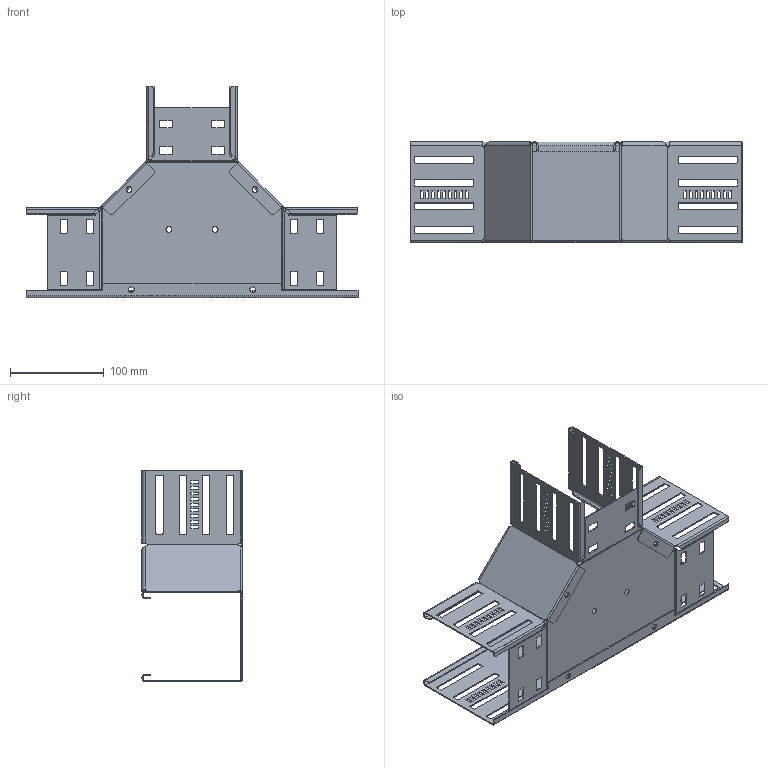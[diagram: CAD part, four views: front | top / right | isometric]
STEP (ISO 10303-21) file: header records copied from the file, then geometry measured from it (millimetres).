
FILE_DESCRIPTION (( 'STEP AP214' ), '1' );
FILE_NAME ('6038300.STEP', '2024-05-24T12:17:42', ( '' ), ( '' ), 'SwSTEP 2.0', 'SolidWorks 2022', '' );
FILE_SCHEMA (( 'AUTOMOTIVE_DESIGN' ));
Length unit declared in the file: millimetre
Products named in the file (4): 172072_100; 181552_100; 6038300; 167655_110x90°
Assembly tree (4 placements, depth 2):
  6038300
    172072_100
    167655_110x90°  x2
    181552_100
Bounding box: 354 x 107 x 224.99 mm (x, y, z)
Volume: 140781.1 mm3; surface area: 265442.7 mm2
Topology: 4 solids, 4 shells, 794 faces, 2166 edges, 1380 vertices
Faces by surface type: plane 542, cylinder 236, bspline 16
Entity records: 18726 total; most frequent: CARTESIAN_POINT 3565, ORIENTED_EDGE 3104, DIRECTION 2934, EDGE_CURVE 1552, VECTOR 1180, LINE 1180, VERTEX_POINT 992, AXIS2_PLACEMENT_3D 877
